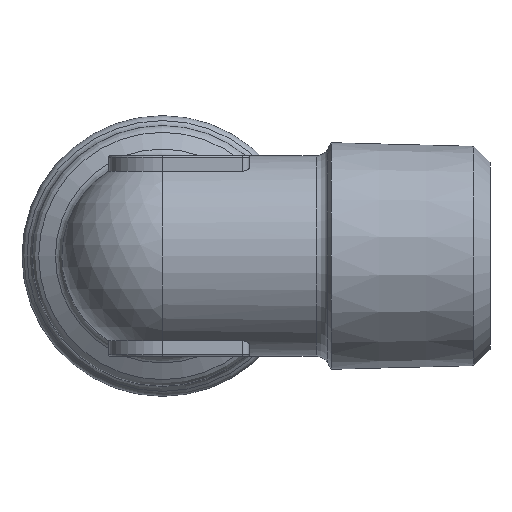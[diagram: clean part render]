
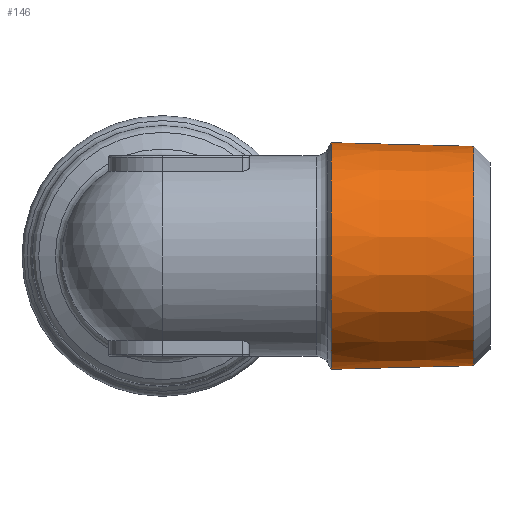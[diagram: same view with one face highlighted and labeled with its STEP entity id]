
A CAD part, left-side view. The second image highlights one B-rep face of the part: STEP entity #146.
In plain terms, the highlighted conical face has half-angle 1.47 degrees and reference radius 8.5 mm.
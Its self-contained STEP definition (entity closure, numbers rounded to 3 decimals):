
#146 = ADVANCED_FACE( 'NONE', ( #325, #326 ), #327, .T. );
#325 = FACE_OUTER_BOUND( '', #757, .T. );
#326 = FACE_BOUND( '', #758, .T. );
#327 = CONICAL_SURFACE( '', #759, 8.5, 0.026 );
#757 = EDGE_LOOP( '', ( #1307 ) );
#758 = EDGE_LOOP( '', ( #1308 ) );
#759 = AXIS2_PLACEMENT_3D( '', #1309, #1310, #1311 );
#1307 = ORIENTED_EDGE( '', *, *, #1566, .F. );
#1308 = ORIENTED_EDGE( '', *, *, #1614, .F. );
#1309 = CARTESIAN_POINT( '', ( 0., -11.5, 0. ) );
#1310 = DIRECTION( '', ( 0., 1., 0. ) );
#1311 = DIRECTION( '', ( 0., 0., 1. ) );
#1566 = EDGE_CURVE( 'NONE', #1845, #1845, #1846, .T. );
#1614 = EDGE_CURVE( 'NONE', #1910, #1910, #1911, .T. );
#1845 = VERTEX_POINT( '', #2394 );
#1846 = CIRCLE( '', #2395, 8.471 );
#1910 = VERTEX_POINT( '', #2499 );
#1911 = CIRCLE( '', #2500, 8.198 );
#2394 = CARTESIAN_POINT( '', ( 0., -12.638, 8.471 ) );
#2395 = AXIS2_PLACEMENT_3D( '', #2745, #2746, #2747 );
#2499 = CARTESIAN_POINT( '', ( 0., -23.3, -8.198 ) );
#2500 = AXIS2_PLACEMENT_3D( '', #2849, #2850, #2851 );
#2745 = CARTESIAN_POINT( '', ( 0., -12.638, 0. ) );
#2746 = DIRECTION( '', ( 0., 1., 0. ) );
#2747 = DIRECTION( '', ( 0., 0., 1. ) );
#2849 = CARTESIAN_POINT( '', ( 0., -23.3, 0. ) );
#2850 = DIRECTION( '', ( 0., -1., 0. ) );
#2851 = DIRECTION( '', ( 0., 0., -1. ) );
